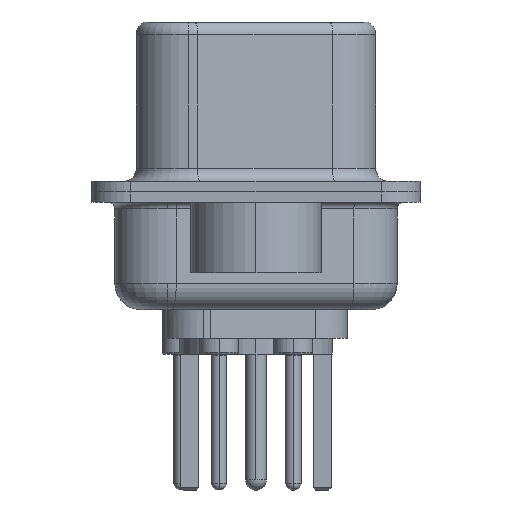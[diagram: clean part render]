
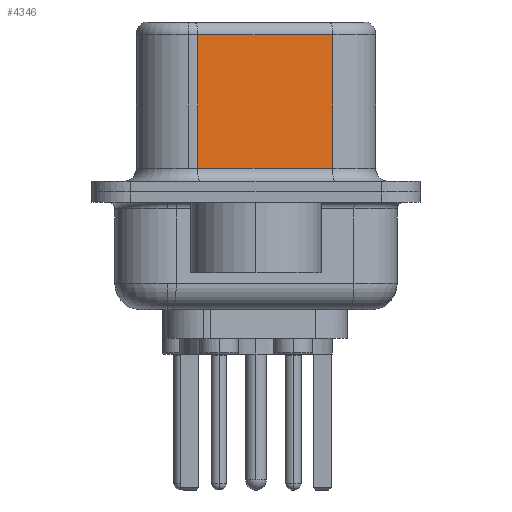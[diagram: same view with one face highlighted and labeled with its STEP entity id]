
A CAD part, left-side view. The second image highlights one B-rep face of the part: STEP entity #4346.
In plain terms, the highlighted planar face has unit normal (-0.985, -0.174, 0).
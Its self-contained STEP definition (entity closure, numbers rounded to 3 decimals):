
#199 = VERTEX_POINT ( 'NONE', #7432 ) ;
#374 = FACE_OUTER_BOUND ( 'NONE', #8904, .T. ) ;
#3459 = DIRECTION ( 'NONE',  ( 0., 0., -1. ) ) ;
#3513 = CARTESIAN_POINT ( 'NONE',  ( 4.585, -2.927, 6.02 ) ) ;
#3563 = ORIENTED_EDGE ( 'NONE', *, *, #20933, .F. ) ;
#3596 = DIRECTION ( 'NONE',  ( 0., 0., -1. ) ) ;
#3938 = VERTEX_POINT ( 'NONE', #8694 ) ;
#4346 = ADVANCED_FACE ( 'NONE', ( #374 ), #6453, .F. ) ;
#4523 = ORIENTED_EDGE ( 'NONE', *, *, #10904, .T. ) ;
#5660 = LINE ( 'NONE', #3513, #10663 ) ;
#6093 = EDGE_CURVE ( 'NONE', #9445, #14623, #5660, .T. ) ;
#6453 = PLANE ( 'NONE',  #10640 ) ;
#6478 = CARTESIAN_POINT ( 'NONE',  ( 4.585, -2.927, 0.9 ) ) ;
#6945 = DIRECTION ( 'NONE',  ( -0.174, 0.985, 0. ) ) ;
#7117 = CARTESIAN_POINT ( 'NONE',  ( 4.585, -2.927, 6.52 ) ) ;
#7432 = CARTESIAN_POINT ( 'NONE',  ( 4.585, -2.927, 0.9 ) ) ;
#8694 = CARTESIAN_POINT ( 'NONE',  ( 3.675, 2.233, 0.9 ) ) ;
#8904 = EDGE_LOOP ( 'NONE', ( #3563, #15061, #16679, #4523 ) ) ;
#9445 = VERTEX_POINT ( 'NONE', #21757 ) ;
#10256 = CARTESIAN_POINT ( 'NONE',  ( 4.585, -2.927, 6.52 ) ) ;
#10640 = AXIS2_PLACEMENT_3D ( 'NONE', #10256, #21073, #18960 ) ;
#10663 = VECTOR ( 'NONE', #6945, 1000. ) ;
#10849 = VECTOR ( 'NONE', #3459, 1000. ) ;
#10904 = EDGE_CURVE ( 'NONE', #3938, #199, #12743, .T. ) ;
#12743 = LINE ( 'NONE', #6478, #21706 ) ;
#13611 = DIRECTION ( 'NONE',  ( 0.174, -0.985, 0. ) ) ;
#14623 = VERTEX_POINT ( 'NONE', #22494 ) ;
#15061 = ORIENTED_EDGE ( 'NONE', *, *, #6093, .T. ) ;
#16679 = ORIENTED_EDGE ( 'NONE', *, *, #17313, .T. ) ;
#16750 = LINE ( 'NONE', #7117, #23188 ) ;
#17313 = EDGE_CURVE ( 'NONE', #14623, #3938, #18977, .T. ) ;
#17919 = CARTESIAN_POINT ( 'NONE',  ( 3.675, 2.233, 6.52 ) ) ;
#18960 = DIRECTION ( 'NONE',  ( -0.174, 0.985, 0. ) ) ;
#18977 = LINE ( 'NONE', #17919, #10849 ) ;
#20933 = EDGE_CURVE ( 'NONE', #9445, #199, #16750, .T. ) ;
#21073 = DIRECTION ( 'NONE',  ( 0.985, 0.174, 0. ) ) ;
#21706 = VECTOR ( 'NONE', #13611, 1000. ) ;
#21757 = CARTESIAN_POINT ( 'NONE',  ( 4.585, -2.927, 6.02 ) ) ;
#22494 = CARTESIAN_POINT ( 'NONE',  ( 3.675, 2.233, 6.02 ) ) ;
#23188 = VECTOR ( 'NONE', #3596, 1000. ) ;
